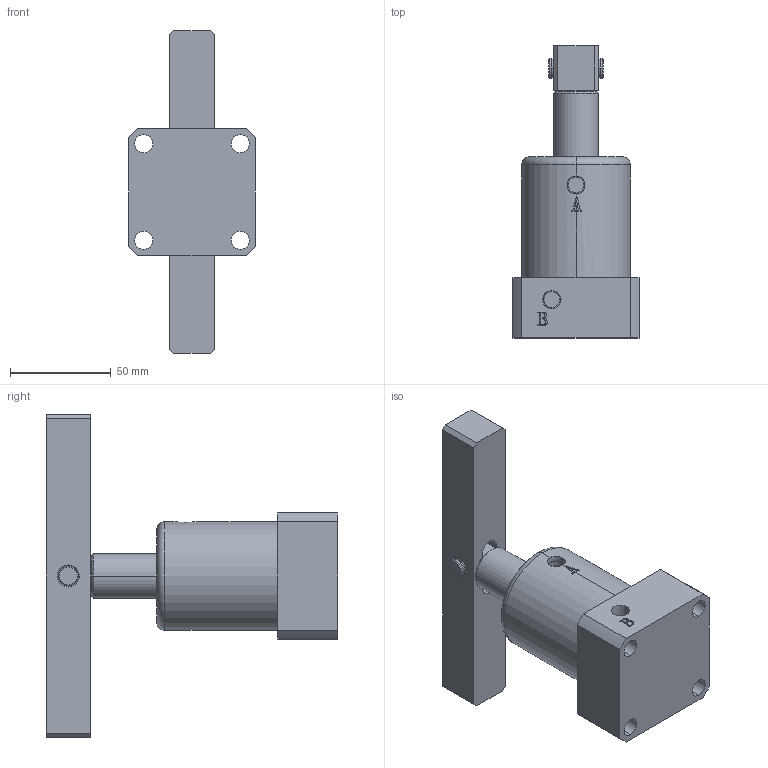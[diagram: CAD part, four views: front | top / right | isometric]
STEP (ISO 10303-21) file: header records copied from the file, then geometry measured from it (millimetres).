
FILE_DESCRIPTION (( 'STEP AP203' ), '1' );
FILE_NAME ('HSL-40D.STEP', '2019-10-05T08:39:06', ( '微软用户' ), ( '微软中国' ), 'SwSTEP 2.0', 'SolidWorks 2012', '' );
FILE_SCHEMA (( 'CONFIG_CONTROL_DESIGN' ));
Length unit declared in the file: millimetre
Products named in the file (5): HSL-40S蛌褒詰掛极; HSL-40D转角缸活塞杆; HSL-40D蛌褒詰隅弇种; HSL-40D蛌褒詰揤旋杻秶; HSL-40D
Assembly tree (4 placements, depth 2):
  HSL-40D
    HSL-40S蛌褒詰掛极
    HSL-40D转角缸活塞杆
    HSL-40D蛌褒詰隅弇种
    HSL-40D蛌褒詰揤旋杻秶
Bounding box: 63 x 145 x 160 mm (x, y, z)
Volume: 297393.4 mm3; surface area: 64775.3 mm2
Topology: 4 solids, 4 shells, 158 faces, 386 edges, 252 vertices
Faces by surface type: plane 73, cylinder 47, cone 16, bspline 16, torus 6
Entity records: 6004 total; most frequent: CARTESIAN_POINT 1751, ORIENTED_EDGE 772, DIRECTION 767, EDGE_CURVE 386, AXIS2_PLACEMENT_3D 280, VERTEX_POINT 252, VECTOR 207, LINE 207
